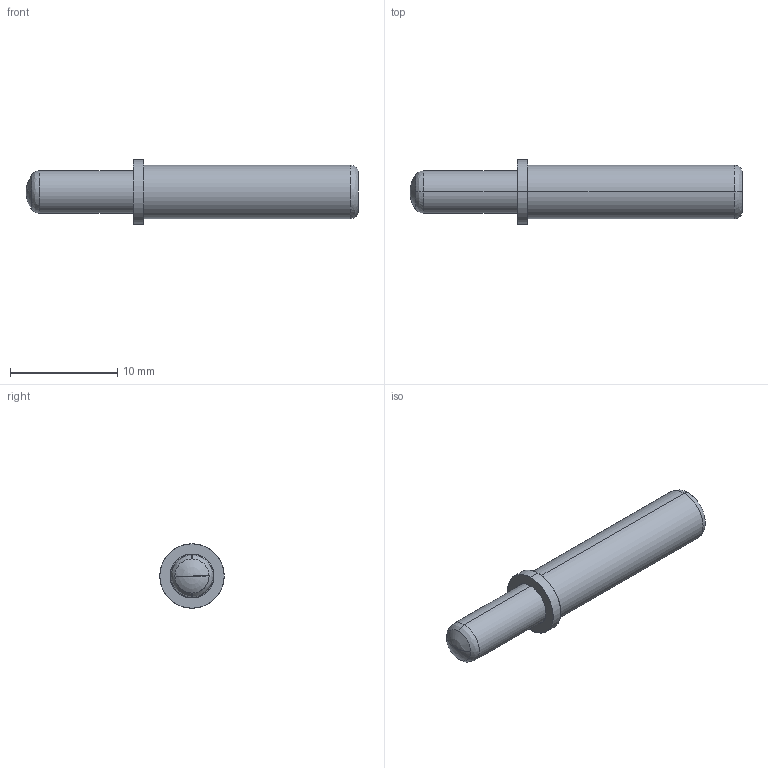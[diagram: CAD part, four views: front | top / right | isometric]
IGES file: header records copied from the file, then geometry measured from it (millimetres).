
Start section: SolidWorks IGES file using analytic representation for surfaces
Global section: file name: BIP-12.IGS; native system: SolidWorks 2015; preprocessor: SolidWorks 2015; author: adalager; date: 160920.094849; units: inch
Bounding box: 31 x 6 x 6 mm (x, y, z)
Surface area: 520.9 mm2 (no closed solid volume)
Topology: 0 solids, 0 shells, 27 faces, 292 edges, 290 vertices
Faces by surface type: revolution 20, bspline 7
